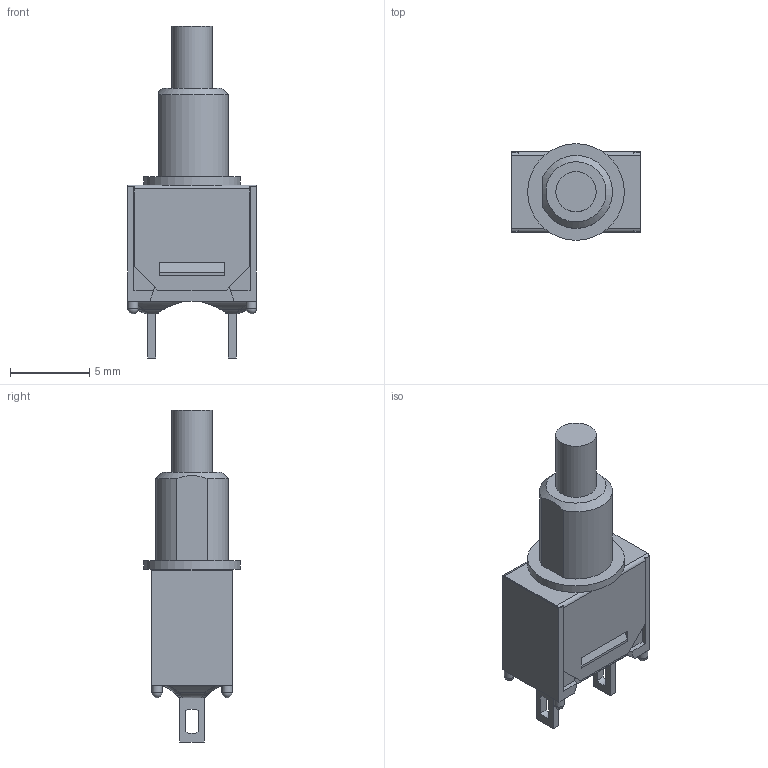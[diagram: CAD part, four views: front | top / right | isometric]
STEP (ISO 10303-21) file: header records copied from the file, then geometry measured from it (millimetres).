
FILE_DESCRIPTION((' '),'2;1');
FILE_NAME('800SP9B5M1xE.stp','2017-07-26T14:46:36',(' '),(' '),' ','ACIS',' ');
FILE_SCHEMA(('CONFIG_CONTROL_DESIGN'));
Length unit declared in the file: inch
Products named in the file (6): 800SP9B5M1xE.stp; Body1; Body2; Body3; Body4; Body5
Assembly tree (5 placements, depth 2):
  800SP9B5M1xE.stp
    Body1
    Body2
    Body3
    Body4
    Body5
Bounding box: 8.13 x 6.1 x 20.96 mm (x, y, z)
Volume: 277.4 mm3; surface area: 1010.7 mm2
Topology: 5 solids, 5 shells, 137 faces, 352 edges, 223 vertices
Faces by surface type: plane 91, cylinder 29, bspline 12, sphere 4, cone 1
Full cylindrical faces by diameter (mm): 0.65 x4, 2.54 x2, 6.1 x1
Entity records: 5449 total; most frequent: CARTESIAN_POINT 1449, ORIENTED_EDGE 668, DIRECTION 618, EDGE_CURVE 334, VECTOR 240, LINE 240, VERTEX_POINT 217, AXIS2_PLACEMENT_3D 189
